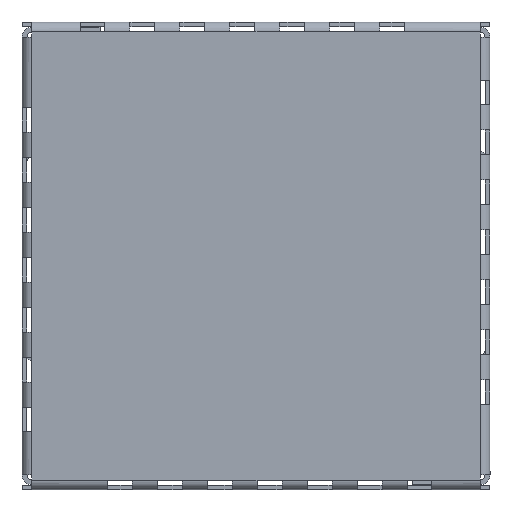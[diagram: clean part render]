
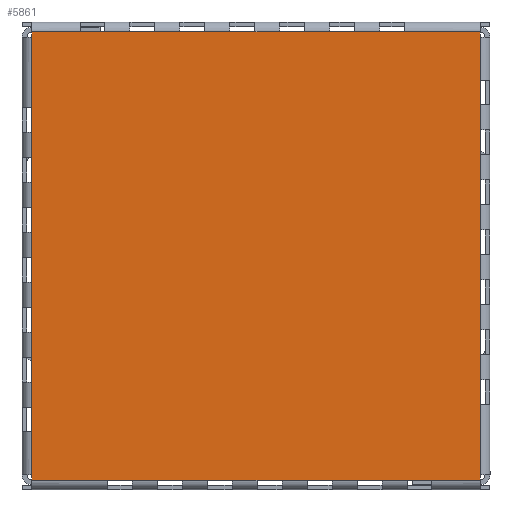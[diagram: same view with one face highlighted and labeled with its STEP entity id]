
A CAD part, front view. The second image highlights one B-rep face of the part: STEP entity #5861.
In plain terms, the highlighted planar face has unit normal (0, -1, 0).
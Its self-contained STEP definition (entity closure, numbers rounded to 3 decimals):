
#287=PLANE('',#6334);
#933=LINE('',#9533,#1621);
#935=LINE('',#9541,#1623);
#940=LINE('',#9554,#1628);
#943=LINE('',#9559,#1631);
#949=LINE('',#9571,#1637);
#957=LINE('',#9590,#1645);
#963=LINE('',#9600,#1651);
#965=LINE('',#9604,#1653);
#1621=VECTOR('',#7846,140.275);
#1623=VECTOR('',#7856,140.275);
#1628=VECTOR('',#7875,1.688);
#1631=VECTOR('',#7880,1.687);
#1637=VECTOR('',#7894,143.65);
#1645=VECTOR('',#7918,143.65);
#1651=VECTOR('',#7930,1.687);
#1653=VECTOR('',#7936,1.687);
#1977=FACE_OUTER_BOUND('',#2291,.T.);
#2291=EDGE_LOOP('',(#5524,#5525,#5526,#5527,#5528,#5529,#5530,#5531));
#2948=VERTEX_POINT('',#9524);
#2949=VERTEX_POINT('',#9529);
#2950=VERTEX_POINT('',#9535);
#2951=VERTEX_POINT('',#9539);
#2952=VERTEX_POINT('',#9553);
#2953=VERTEX_POINT('',#9558);
#2955=VERTEX_POINT('',#9570);
#2957=VERTEX_POINT('',#9579);
#3771=EDGE_CURVE('',#2949,#2948,#933,.T.);
#3775=EDGE_CURVE('',#2950,#2951,#935,.T.);
#3780=EDGE_CURVE('',#2952,#2949,#940,.T.);
#3783=EDGE_CURVE('',#2953,#2950,#943,.T.);
#3790=EDGE_CURVE('',#2955,#2952,#949,.T.);
#3801=EDGE_CURVE('',#2957,#2953,#957,.T.);
#3807=EDGE_CURVE('',#2948,#2957,#963,.T.);
#3809=EDGE_CURVE('',#2951,#2955,#965,.T.);
#5524=ORIENTED_EDGE('',*,*,#3780,.T.);
#5525=ORIENTED_EDGE('',*,*,#3771,.T.);
#5526=ORIENTED_EDGE('',*,*,#3807,.T.);
#5527=ORIENTED_EDGE('',*,*,#3801,.T.);
#5528=ORIENTED_EDGE('',*,*,#3783,.T.);
#5529=ORIENTED_EDGE('',*,*,#3775,.T.);
#5530=ORIENTED_EDGE('',*,*,#3809,.T.);
#5531=ORIENTED_EDGE('',*,*,#3790,.T.);
#5861=ADVANCED_FACE('',(#1977),#287,.F.);
#6334=AXIS2_PLACEMENT_3D('',#9627,#7963,#7964);
#7846=DIRECTION('',(0.,0.,1.));
#7856=DIRECTION('',(0.,0.,-1.));
#7875=DIRECTION('',(0.,0.,1.));
#7880=DIRECTION('',(0.,0.,-1.));
#7894=DIRECTION('',(1.,0.,0.));
#7918=DIRECTION('',(-1.,0.,0.));
#7930=DIRECTION('',(0.,0.,1.));
#7936=DIRECTION('',(0.,0.,-1.));
#7963=DIRECTION('center_axis',(0.,1.,0.));
#7964=DIRECTION('ref_axis',(0.,0.,1.));
#9524=CARTESIAN_POINT('',(71.825,0.,70.138));
#9529=CARTESIAN_POINT('',(71.825,0.,-70.138));
#9533=CARTESIAN_POINT('',(71.825,0.,-35.913));
#9535=CARTESIAN_POINT('',(-71.825,0.,70.138));
#9539=CARTESIAN_POINT('',(-71.825,0.,-70.138));
#9541=CARTESIAN_POINT('',(-71.825,0.,35.913));
#9553=CARTESIAN_POINT('',(71.825,0.,-71.825));
#9554=CARTESIAN_POINT('',(71.825,0.,-35.913));
#9558=CARTESIAN_POINT('',(-71.825,0.,71.825));
#9559=CARTESIAN_POINT('',(-71.825,0.,35.913));
#9570=CARTESIAN_POINT('',(-71.825,0.,-71.825));
#9571=CARTESIAN_POINT('',(-37.5,0.,-71.825));
#9579=CARTESIAN_POINT('',(71.825,0.,71.825));
#9590=CARTESIAN_POINT('',(37.5,0.,71.825));
#9600=CARTESIAN_POINT('',(71.825,0.,-35.913));
#9604=CARTESIAN_POINT('',(-71.825,0.,35.913));
#9627=CARTESIAN_POINT('Origin',(0.,0.,0.));
